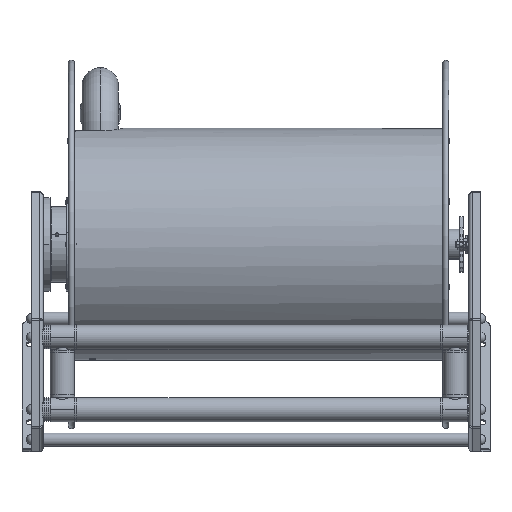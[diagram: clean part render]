
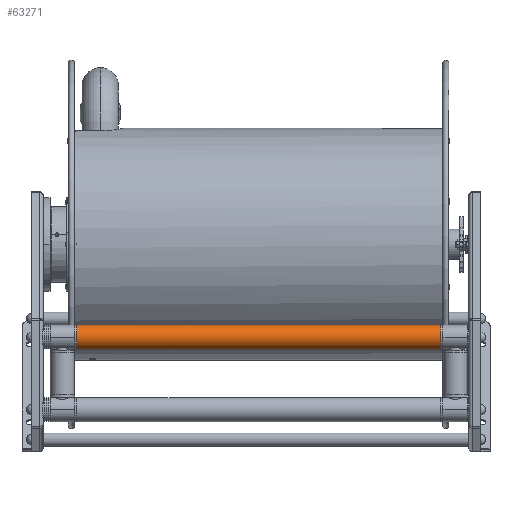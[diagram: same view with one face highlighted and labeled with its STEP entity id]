
A CAD part, top view. The second image highlights one B-rep face of the part: STEP entity #63271.
In plain terms, the highlighted cylindrical face has radius 20 mm (diameter 40 mm), a partial arc.
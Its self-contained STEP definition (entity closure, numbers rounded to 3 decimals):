
#63220=CARTESIAN_POINT('',(301.,-154.,316.272));
#63221=DIRECTION('',(1.,0.,0.));
#63222=DIRECTION('',(0.,1.,0.));
#63223=AXIS2_PLACEMENT_3D('',#63220,#63221,#63222);
#63225=CARTESIAN_POINT('',(-301.,-154.,316.272));
#63226=DIRECTION('',(-1.,0.,0.));
#63227=DIRECTION('',(0.,-1.,0.));
#63228=AXIS2_PLACEMENT_3D('',#63225,#63226,#63227);
#63230=DIRECTION('',(-1.,0.,0.));
#63231=VECTOR('',#63230,602.);
#63232=CARTESIAN_POINT('',(301.,-134.,316.272));
#63233=LINE('',#63232,#63231);
#63239=DIRECTION('',(-1.,0.,0.));
#63240=VECTOR('',#63239,602.);
#63241=CARTESIAN_POINT('',(301.,-174.,316.272));
#63242=LINE('',#63241,#63240);
#63248=CARTESIAN_POINT('',(301.,-134.,316.272));
#63249=CARTESIAN_POINT('',(-301.,-134.,316.272));
#63250=VERTEX_POINT('',#63248);
#63251=VERTEX_POINT('',#63249);
#63252=CARTESIAN_POINT('',(301.,-174.,316.272));
#63253=CARTESIAN_POINT('',(-301.,-174.,316.272));
#63254=VERTEX_POINT('',#63252);
#63255=VERTEX_POINT('',#63253);
#63256=CARTESIAN_POINT('',(-331.1,-154.,316.272));
#63257=DIRECTION('',(1.,0.,0.));
#63258=DIRECTION('',(0.,-1.,0.));
#63259=AXIS2_PLACEMENT_3D('',#63256,#63257,#63258);
#63260=CYLINDRICAL_SURFACE('',#63259,20.);
#63262=ORIENTED_EDGE('',*,*,#63261,.F.);
#63264=ORIENTED_EDGE('',*,*,#63263,.T.);
#63266=ORIENTED_EDGE('',*,*,#63265,.T.);
#63268=ORIENTED_EDGE('',*,*,#63267,.T.);
#63269=EDGE_LOOP('',(#63262,#63264,#63266,#63268));
#63270=FACE_OUTER_BOUND('',#63269,.F.);
#63271=ADVANCED_FACE('',(#63270),#63260,.T.);
#63224=CIRCLE('',#63223,20.);
#63229=CIRCLE('',#63228,20.);
#63261=EDGE_CURVE('',#63250,#63251,#63233,.T.);
#63263=EDGE_CURVE('',#63250,#63254,#63224,.T.);
#63265=EDGE_CURVE('',#63254,#63255,#63242,.T.);
#63267=EDGE_CURVE('',#63255,#63251,#63229,.T.);
